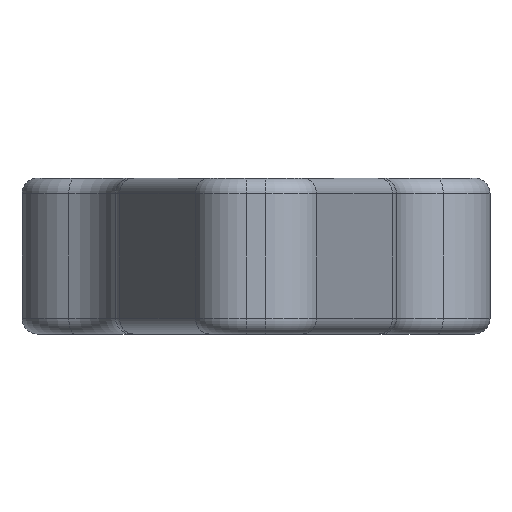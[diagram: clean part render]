
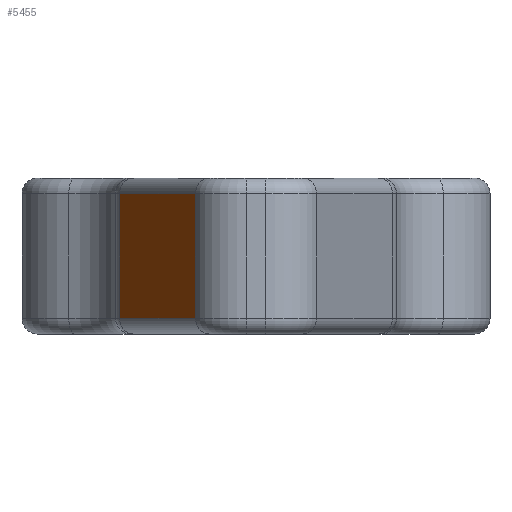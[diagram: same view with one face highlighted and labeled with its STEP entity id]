
A CAD part, left-side view. The second image highlights one B-rep face of the part: STEP entity #5455.
In plain terms, the highlighted planar face has unit normal (-0.371, 0.928, 0).
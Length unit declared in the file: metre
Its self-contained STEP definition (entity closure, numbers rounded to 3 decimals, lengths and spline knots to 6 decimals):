
#442=LINE('',#7766,#868);
#443=LINE('',#7769,#869);
#444=LINE('',#7771,#870);
#445=LINE('',#7773,#871);
#868=VECTOR('',#6242,1.);
#869=VECTOR('',#6243,1.);
#870=VECTOR('',#6244,1.);
#871=VECTOR('',#6245,1.);
#1432=ORIENTED_EDGE('',*,*,#3116,.F.);
#1433=ORIENTED_EDGE('',*,*,#3117,.T.);
#1434=ORIENTED_EDGE('',*,*,#3118,.T.);
#1435=ORIENTED_EDGE('',*,*,#3119,.T.);
#3116=EDGE_CURVE('',#3958,#3959,#442,.T.);
#3117=EDGE_CURVE('',#3958,#3960,#443,.T.);
#3118=EDGE_CURVE('',#3960,#3961,#444,.T.);
#3119=EDGE_CURVE('',#3961,#3959,#445,.F.);
#3958=VERTEX_POINT('',#7767);
#3959=VERTEX_POINT('',#7768);
#3960=VERTEX_POINT('',#7770);
#3961=VERTEX_POINT('',#7772);
#4597=EDGE_LOOP('',(#1432,#1433,#1434,#1435));
#4981=FACE_BOUND('',#4597,.T.);
#5352=PLANE('',#5819);
#5455=ADVANCED_FACE('',(#4981),#5352,.T.);
#5819=AXIS2_PLACEMENT_3D('',#7765,#6240,#6241);
#6240=DIRECTION('',(-0.371,0.928,0.));
#6241=DIRECTION('',(-0.928,-0.371,0.));
#6242=DIRECTION('',(0.,0.,-1.));
#6243=DIRECTION('',(0.928,0.371,0.));
#6244=DIRECTION('',(0.,0.,-1.));
#6245=DIRECTION('',(0.928,0.371,0.));
#7765=CARTESIAN_POINT('',(-0.127713,0.006315,0.001));
#7766=CARTESIAN_POINT('',(-0.1338,0.00388,0.001));
#7767=CARTESIAN_POINT('',(-0.1338,0.00388,0.));
#7768=CARTESIAN_POINT('',(-0.1338,0.00388,-0.008));
#7769=CARTESIAN_POINT('',(-0.127713,0.006315,0.));
#7770=CARTESIAN_POINT('',(-0.121626,0.00875,0.));
#7771=CARTESIAN_POINT('',(-0.121626,0.00875,0.001));
#7772=CARTESIAN_POINT('',(-0.121626,0.00875,-0.008));
#7773=CARTESIAN_POINT('',(-0.1338,0.00388,-0.008));
